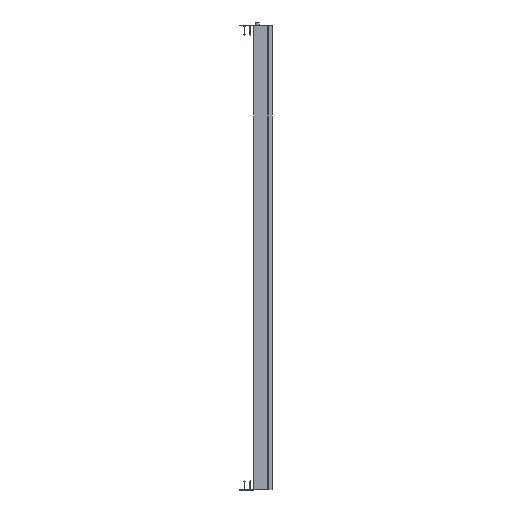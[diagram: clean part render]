
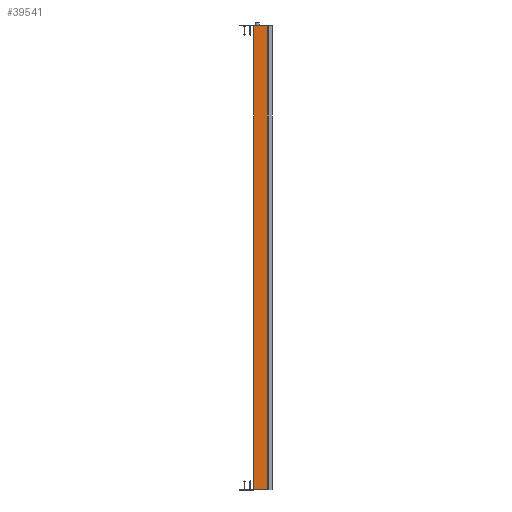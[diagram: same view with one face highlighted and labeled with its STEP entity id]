
A CAD part, left-side view. The second image highlights one B-rep face of the part: STEP entity #39541.
In plain terms, the highlighted planar face has unit normal (-1, 0.007, 0).
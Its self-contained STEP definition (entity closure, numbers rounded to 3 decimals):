
#420 = AXIS2_PLACEMENT_3D ( 'NONE', #27399, #42108, #23759 ) ;
#2788 = VECTOR ( 'NONE', #22824, 1000. ) ;
#6041 = EDGE_CURVE ( 'NONE', #13159, #8735, #28578, .T. ) ;
#6806 = EDGE_CURVE ( 'NONE', #45122, #47071, #33722, .T. ) ;
#7105 = VECTOR ( 'NONE', #33015, 1000. ) ;
#8594 = VECTOR ( 'NONE', #24956, 1000. ) ;
#8735 = VERTEX_POINT ( 'NONE', #44141 ) ;
#11477 = CARTESIAN_POINT ( 'NONE',  ( -6.377, 0., 0. ) ) ;
#11546 = DIRECTION ( 'NONE',  ( -0.007, -1., 0. ) ) ;
#12629 = PLANE ( 'NONE',  #420 ) ;
#13159 = VERTEX_POINT ( 'NONE', #18418 ) ;
#13366 = FACE_OUTER_BOUND ( 'NONE', #35837, .T. ) ;
#14781 = VECTOR ( 'NONE', #11546, 1000. ) ;
#18418 = CARTESIAN_POINT ( 'NONE',  ( -6.382, -0.695, 0. ) ) ;
#18424 = EDGE_CURVE ( 'NONE', #8735, #45122, #18790, .T. ) ;
#18790 = LINE ( 'NONE', #19019, #14781 ) ;
#19019 = CARTESIAN_POINT ( 'NONE',  ( -6.377, 0., -957. ) ) ;
#20028 = ORIENTED_EDGE ( 'NONE', *, *, #28926, .F. ) ;
#22824 = DIRECTION ( 'NONE',  ( -0.007, -1., 0. ) ) ;
#23759 = DIRECTION ( 'NONE',  ( -0.007, -1., 0. ) ) ;
#24956 = DIRECTION ( 'NONE',  ( 0., 0., -1. ) ) ;
#25554 = CARTESIAN_POINT ( 'NONE',  ( -6.599, -29.85, -957. ) ) ;
#27399 = CARTESIAN_POINT ( 'NONE',  ( -6.377, 0., -957. ) ) ;
#28578 = LINE ( 'NONE', #43284, #8594 ) ;
#28926 = EDGE_CURVE ( 'NONE', #13159, #47071, #29829, .T. ) ;
#29198 = ORIENTED_EDGE ( 'NONE', *, *, #6041, .T. ) ;
#29829 = LINE ( 'NONE', #11477, #2788 ) ;
#30855 = CARTESIAN_POINT ( 'NONE',  ( -6.599, -29.85, 0. ) ) ;
#31552 = CARTESIAN_POINT ( 'NONE',  ( -6.599, -29.85, -957. ) ) ;
#33015 = DIRECTION ( 'NONE',  ( 0., 0., 1. ) ) ;
#33722 = LINE ( 'NONE', #25554, #7105 ) ;
#35837 = EDGE_LOOP ( 'NONE', ( #38534, #38792, #20028, #29198 ) ) ;
#38534 = ORIENTED_EDGE ( 'NONE', *, *, #18424, .T. ) ;
#38792 = ORIENTED_EDGE ( 'NONE', *, *, #6806, .T. ) ;
#39541 = ADVANCED_FACE ( 'NONE', ( #13366 ), #12629, .T. ) ;
#42108 = DIRECTION ( 'NONE',  ( -1., 0.007, 0. ) ) ;
#43284 = CARTESIAN_POINT ( 'NONE',  ( -6.382, -0.695, -957. ) ) ;
#44141 = CARTESIAN_POINT ( 'NONE',  ( -6.382, -0.695, -957. ) ) ;
#45122 = VERTEX_POINT ( 'NONE', #31552 ) ;
#47071 = VERTEX_POINT ( 'NONE', #30855 ) ;
